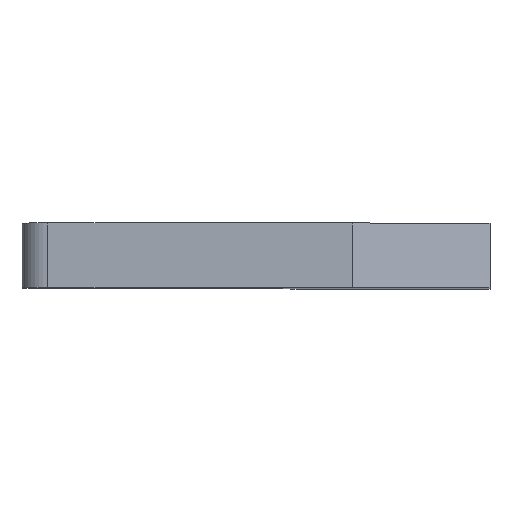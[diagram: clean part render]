
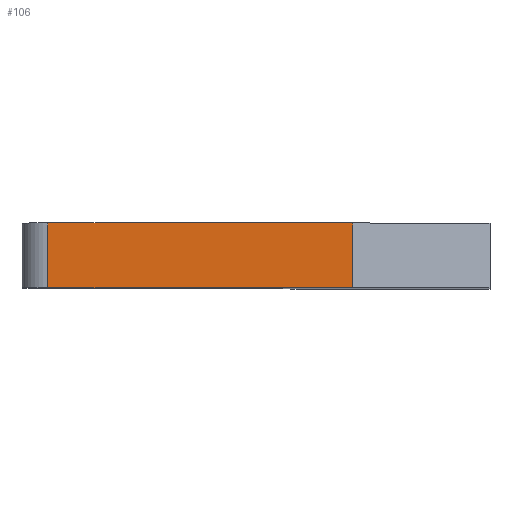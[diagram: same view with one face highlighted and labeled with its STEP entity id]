
A CAD part, top view. The second image highlights one B-rep face of the part: STEP entity #106.
In plain terms, the highlighted planar face has unit normal (0, 0, 1).
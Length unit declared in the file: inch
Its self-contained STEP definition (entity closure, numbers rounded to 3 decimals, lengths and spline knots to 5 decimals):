
#4 = LINE ( 'NONE', #130, #618 ) ;
#19 = CARTESIAN_POINT ( 'NONE',  ( 0.05, 0.125, 0. ) ) ;
#33 = FACE_OUTER_BOUND ( 'NONE', #357, .T. ) ;
#54 = ORIENTED_EDGE ( 'NONE', *, *, #166, .F. ) ;
#86 = VECTOR ( 'NONE', #193, 39.37008 ) ;
#105 = LINE ( 'NONE', #19, #86 ) ;
#106 = ADVANCED_FACE ( 'NONE', ( #33 ), #636, .F. ) ;
#121 = VERTEX_POINT ( 'NONE', #397 ) ;
#130 = CARTESIAN_POINT ( 'NONE',  ( 0.63874, 0.125, 0. ) ) ;
#134 = DIRECTION ( 'NONE',  ( 1., 0., 0. ) ) ;
#147 = DIRECTION ( 'NONE',  ( 1., 0., 0. ) ) ;
#153 = CARTESIAN_POINT ( 'NONE',  ( 0., 0.125, 0. ) ) ;
#166 = EDGE_CURVE ( 'NONE', #510, #121, #775, .T. ) ;
#177 = DIRECTION ( 'NONE',  ( 0., -1., 0. ) ) ;
#193 = DIRECTION ( 'NONE',  ( 0., -1., 0. ) ) ;
#225 = EDGE_CURVE ( 'NONE', #510, #452, #105, .T. ) ;
#275 = ORIENTED_EDGE ( 'NONE', *, *, #774, .T. ) ;
#357 = EDGE_LOOP ( 'NONE', ( #54, #449, #275, #391 ) ) ;
#391 = ORIENTED_EDGE ( 'NONE', *, *, #617, .F. ) ;
#397 = CARTESIAN_POINT ( 'NONE',  ( 0.63874, 0.125, 0. ) ) ;
#434 = VECTOR ( 'NONE', #147, 39.37008 ) ;
#449 = ORIENTED_EDGE ( 'NONE', *, *, #225, .T. ) ;
#450 = DIRECTION ( 'NONE',  ( -1., 0., 0. ) ) ;
#452 = VERTEX_POINT ( 'NONE', #776 ) ;
#453 = DIRECTION ( 'NONE',  ( 0., 0., -1. ) ) ;
#459 = CARTESIAN_POINT ( 'NONE',  ( 0., 0.125, 0. ) ) ;
#483 = VECTOR ( 'NONE', #134, 39.37008 ) ;
#510 = VERTEX_POINT ( 'NONE', #557 ) ;
#557 = CARTESIAN_POINT ( 'NONE',  ( 0.05, 0.125, 0. ) ) ;
#558 = CARTESIAN_POINT ( 'NONE',  ( 0., 0., 0. ) ) ;
#581 = VERTEX_POINT ( 'NONE', #642 ) ;
#617 = EDGE_CURVE ( 'NONE', #121, #581, #4, .T. ) ;
#618 = VECTOR ( 'NONE', #177, 39.37008 ) ;
#636 = PLANE ( 'NONE',  #691 ) ;
#642 = CARTESIAN_POINT ( 'NONE',  ( 0.63874, 0., 0. ) ) ;
#691 = AXIS2_PLACEMENT_3D ( 'NONE', #459, #453, #450 ) ;
#756 = LINE ( 'NONE', #558, #483 ) ;
#774 = EDGE_CURVE ( 'NONE', #452, #581, #756, .T. ) ;
#775 = LINE ( 'NONE', #153, #434 ) ;
#776 = CARTESIAN_POINT ( 'NONE',  ( 0.05, 0., 0. ) ) ;
